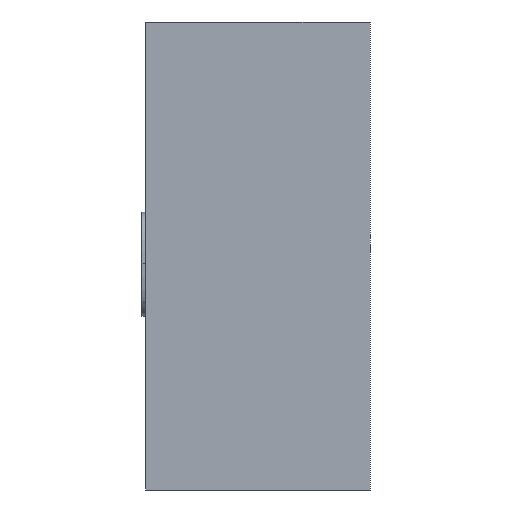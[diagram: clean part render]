
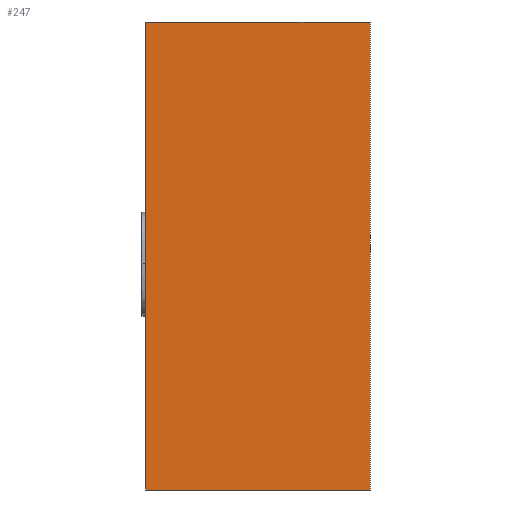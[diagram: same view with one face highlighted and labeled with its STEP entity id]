
A CAD part, left-side view. The second image highlights one B-rep face of the part: STEP entity #247.
In plain terms, the highlighted planar face has unit normal (-1, 0, 0).
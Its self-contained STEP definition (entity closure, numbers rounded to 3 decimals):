
#192=CARTESIAN_POINT('',(-1.,-0.,-0.625));
#193=VERTEX_POINT('',#192);
#200=CARTESIAN_POINT('',(-1.,0.6,-0.625));
#201=VERTEX_POINT('',#200);
#202=CARTESIAN_POINT('',(-1.,0.6,-0.625));
#203=DIRECTION('',(0.,-1.,0.));
#204=VECTOR('',#203,0.6);
#205=LINE('',#202,#204);
#206=EDGE_CURVE('',#201,#193,#205,.T.);
#217=CARTESIAN_POINT('',(-1.,-0.,0.625));
#218=DIRECTION('',(1.,0.,0.));
#219=DIRECTION('',(0.,1.,0.));
#220=AXIS2_PLACEMENT_3D('',#217,#218,#219);
#221=PLANE('',#220);
#222=ORIENTED_EDGE('',*,*,#206,.T.);
#223=CARTESIAN_POINT('',(-1.,-0.,0.625));
#224=VERTEX_POINT('',#223);
#225=CARTESIAN_POINT('',(-1.,-0.,0.625));
#226=DIRECTION('',(0.,0.,-1.));
#227=VECTOR('',#226,1.25);
#228=LINE('',#225,#227);
#229=EDGE_CURVE('',#224,#193,#228,.T.);
#230=ORIENTED_EDGE('',*,*,#229,.F.);
#231=CARTESIAN_POINT('',(-1.,0.6,0.625));
#232=VERTEX_POINT('',#231);
#233=CARTESIAN_POINT('',(-1.,0.6,0.625));
#234=DIRECTION('',(0.,-1.,0.));
#235=VECTOR('',#234,0.6);
#236=LINE('',#233,#235);
#237=EDGE_CURVE('',#232,#224,#236,.T.);
#238=ORIENTED_EDGE('',*,*,#237,.F.);
#239=CARTESIAN_POINT('',(-1.,0.6,0.625));
#240=DIRECTION('',(0.,0.,-1.));
#241=VECTOR('',#240,1.25);
#242=LINE('',#239,#241);
#243=EDGE_CURVE('',#232,#201,#242,.T.);
#244=ORIENTED_EDGE('',*,*,#243,.T.);
#245=EDGE_LOOP('',(#222,#230,#238,#244));
#246=FACE_BOUND('',#245,.T.);
#247=ADVANCED_FACE('',(#246),#221,.F.);
